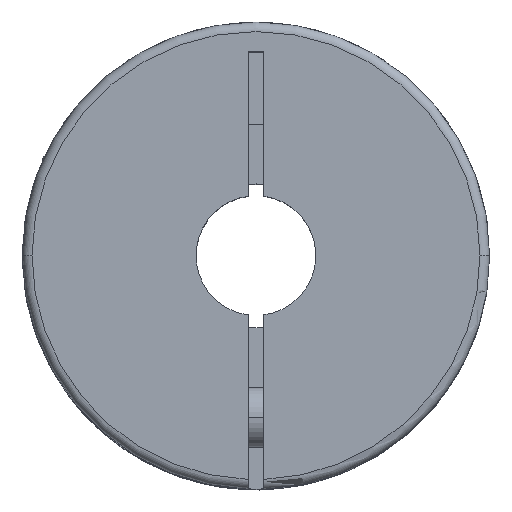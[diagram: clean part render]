
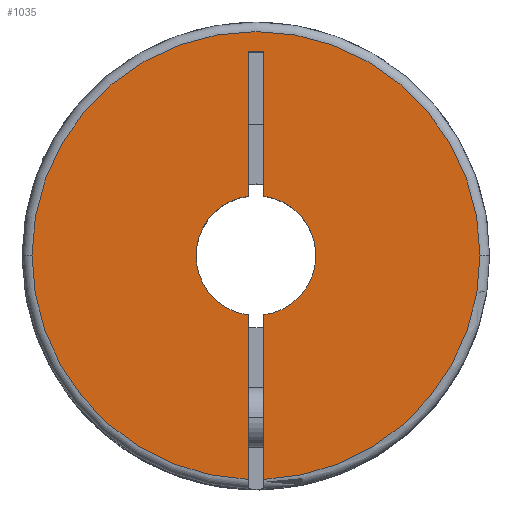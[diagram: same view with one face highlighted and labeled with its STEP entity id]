
A CAD part, top view. The second image highlights one B-rep face of the part: STEP entity #1035.
In plain terms, the highlighted planar face has unit normal (0, 0, 1).
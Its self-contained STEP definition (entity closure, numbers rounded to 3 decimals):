
#53 = EDGE_CURVE ( 'NONE', #679, #376, #620, .T. ) ;
#92 = EDGE_CURVE ( 'NONE', #2643, #1890, #2331, .T. ) ;
#124 = DIRECTION ( 'NONE',  ( -1., 0., 0. ) ) ;
#140 = CARTESIAN_POINT ( 'NONE',  ( -0.65, -4.958, 0. ) ) ;
#150 = EDGE_CURVE ( 'NONE', #2269, #1852, #410, .T. ) ;
#173 = VECTOR ( 'NONE', #2608, 1000. ) ;
#195 = CARTESIAN_POINT ( 'NONE',  ( -0.65, 17., 0. ) ) ;
#287 = DIRECTION ( 'NONE',  ( -1., 0., 0. ) ) ;
#376 = VERTEX_POINT ( 'NONE', #568 ) ;
#388 = CARTESIAN_POINT ( 'NONE',  ( 0.65, -19.5, 0. ) ) ;
#410 = LINE ( 'NONE', #388, #2762 ) ;
#568 = CARTESIAN_POINT ( 'NONE',  ( 0.65, -4.958, 0. ) ) ;
#620 = LINE ( 'NONE', #973, #632 ) ;
#632 = VECTOR ( 'NONE', #2782, 1000. ) ;
#658 = DIRECTION ( 'NONE',  ( 0., 0., -1. ) ) ;
#679 = VERTEX_POINT ( 'NONE', #4151 ) ;
#827 = VERTEX_POINT ( 'NONE', #140 ) ;
#833 = CARTESIAN_POINT ( 'NONE',  ( 0., 0., 0. ) ) ;
#894 = CARTESIAN_POINT ( 'NONE',  ( 0., 0., 0. ) ) ;
#948 = ORIENTED_EDGE ( 'NONE', *, *, #4215, .T. ) ;
#973 = CARTESIAN_POINT ( 'NONE',  ( 0.65, -19.5, 0. ) ) ;
#1029 = FACE_OUTER_BOUND ( 'NONE', #2459, .T. ) ;
#1035 = ADVANCED_FACE ( 'NONE', ( #1029 ), #3838, .F. ) ;
#1067 = CARTESIAN_POINT ( 'NONE',  ( -0.65, 17., 0. ) ) ;
#1108 = CARTESIAN_POINT ( 'NONE',  ( 0., 0., 0. ) ) ;
#1155 = EDGE_CURVE ( 'NONE', #2112, #2463, #2478, .T. ) ;
#1351 = AXIS2_PLACEMENT_3D ( 'NONE', #2512, #4270, #4202 ) ;
#1400 = DIRECTION ( 'NONE',  ( 0., -1., 0. ) ) ;
#1430 = DIRECTION ( 'NONE',  ( 0., 1., 0. ) ) ;
#1609 = DIRECTION ( 'NONE',  ( 0., -1., 0. ) ) ;
#1774 = AXIS2_PLACEMENT_3D ( 'NONE', #894, #2625, #124 ) ;
#1790 = ORIENTED_EDGE ( 'NONE', *, *, #150, .F. ) ;
#1811 = CIRCLE ( 'NONE', #4443, 18.7 ) ;
#1836 = ORIENTED_EDGE ( 'NONE', *, *, #2474, .F. ) ;
#1852 = VERTEX_POINT ( 'NONE', #2652 ) ;
#1890 = VERTEX_POINT ( 'NONE', #3276 ) ;
#1896 = ORIENTED_EDGE ( 'NONE', *, *, #4332, .F. ) ;
#2023 = CARTESIAN_POINT ( 'NONE',  ( -18.7, 0., 0. ) ) ;
#2027 = CARTESIAN_POINT ( 'NONE',  ( 0., 0., 0. ) ) ;
#2029 = VERTEX_POINT ( 'NONE', #1067 ) ;
#2058 = ORIENTED_EDGE ( 'NONE', *, *, #92, .F. ) ;
#2062 = EDGE_CURVE ( 'NONE', #2269, #376, #3535, .T. ) ;
#2112 = VERTEX_POINT ( 'NONE', #3206 ) ;
#2175 = DIRECTION ( 'NONE',  ( 0., 0., -1. ) ) ;
#2183 = DIRECTION ( 'NONE',  ( -1., 0., 0. ) ) ;
#2269 = VERTEX_POINT ( 'NONE', #3245 ) ;
#2331 = CIRCLE ( 'NONE', #3490, 18.7 ) ;
#2347 = DIRECTION ( 'NONE',  ( 0., 0., -1. ) ) ;
#2358 = DIRECTION ( 'NONE',  ( 0., 0., -1. ) ) ;
#2377 = ORIENTED_EDGE ( 'NONE', *, *, #2957, .F. ) ;
#2389 = ORIENTED_EDGE ( 'NONE', *, *, #4257, .F. ) ;
#2459 = EDGE_LOOP ( 'NONE', ( #1896, #2389, #948, #3846, #3363, #2377, #1790, #4052, #3201, #1836, #2058 ) ) ;
#2463 = VERTEX_POINT ( 'NONE', #3172 ) ;
#2474 = EDGE_CURVE ( 'NONE', #1890, #679, #1811, .T. ) ;
#2478 = CIRCLE ( 'NONE', #3625, 5. ) ;
#2512 = CARTESIAN_POINT ( 'NONE',  ( 0., 0., 0. ) ) ;
#2514 = LINE ( 'NONE', #2538, #3696 ) ;
#2538 = CARTESIAN_POINT ( 'NONE',  ( 0.65, 17., 0. ) ) ;
#2608 = DIRECTION ( 'NONE',  ( 0., -1., 0. ) ) ;
#2625 = DIRECTION ( 'NONE',  ( 0., 0., -1. ) ) ;
#2640 = EDGE_CURVE ( 'NONE', #2029, #2463, #2703, .T. ) ;
#2643 = VERTEX_POINT ( 'NONE', #2023 ) ;
#2652 = CARTESIAN_POINT ( 'NONE',  ( 0.65, 17., 0. ) ) ;
#2703 = LINE ( 'NONE', #3042, #173 ) ;
#2757 = DIRECTION ( 'NONE',  ( -1., 0., 0. ) ) ;
#2762 = VECTOR ( 'NONE', #1430, 1000. ) ;
#2774 = CARTESIAN_POINT ( 'NONE',  ( 0., 0., 0. ) ) ;
#2782 = DIRECTION ( 'NONE',  ( 0., 1., 0. ) ) ;
#2849 = DIRECTION ( 'NONE',  ( -1., 0., 0. ) ) ;
#2928 = CIRCLE ( 'NONE', #3647, 18.7 ) ;
#2957 = EDGE_CURVE ( 'NONE', #1852, #2029, #2514, .T. ) ;
#3042 = CARTESIAN_POINT ( 'NONE',  ( -0.65, 17., 0. ) ) ;
#3130 = VERTEX_POINT ( 'NONE', #3530 ) ;
#3172 = CARTESIAN_POINT ( 'NONE',  ( -0.65, 4.958, 0. ) ) ;
#3201 = ORIENTED_EDGE ( 'NONE', *, *, #53, .F. ) ;
#3206 = CARTESIAN_POINT ( 'NONE',  ( -5., 0., 0. ) ) ;
#3245 = CARTESIAN_POINT ( 'NONE',  ( 0.65, 4.958, 0. ) ) ;
#3276 = CARTESIAN_POINT ( 'NONE',  ( 18.7, 0., 0. ) ) ;
#3363 = ORIENTED_EDGE ( 'NONE', *, *, #2640, .F. ) ;
#3438 = DIRECTION ( 'NONE',  ( 0., 0., -1. ) ) ;
#3490 = AXIS2_PLACEMENT_3D ( 'NONE', #1108, #2175, #2849 ) ;
#3530 = CARTESIAN_POINT ( 'NONE',  ( -0.65, -18.689, 0. ) ) ;
#3535 = CIRCLE ( 'NONE', #1351, 5. ) ;
#3625 = AXIS2_PLACEMENT_3D ( 'NONE', #833, #2347, #4360 ) ;
#3647 = AXIS2_PLACEMENT_3D ( 'NONE', #4128, #2358, #2757 ) ;
#3696 = VECTOR ( 'NONE', #2183, 1000. ) ;
#3838 = PLANE ( 'NONE',  #4239 ) ;
#3846 = ORIENTED_EDGE ( 'NONE', *, *, #1155, .T. ) ;
#3946 = VECTOR ( 'NONE', #1609, 1000. ) ;
#3959 = LINE ( 'NONE', #195, #3946 ) ;
#4052 = ORIENTED_EDGE ( 'NONE', *, *, #2062, .T. ) ;
#4128 = CARTESIAN_POINT ( 'NONE',  ( 0., 0., 0. ) ) ;
#4151 = CARTESIAN_POINT ( 'NONE',  ( 0.65, -18.689, 0. ) ) ;
#4202 = DIRECTION ( 'NONE',  ( -1., 0., 0. ) ) ;
#4215 = EDGE_CURVE ( 'NONE', #827, #2112, #4476, .T. ) ;
#4239 = AXIS2_PLACEMENT_3D ( 'NONE', #2027, #658, #1400 ) ;
#4257 = EDGE_CURVE ( 'NONE', #827, #3130, #3959, .T. ) ;
#4270 = DIRECTION ( 'NONE',  ( 0., 0., -1. ) ) ;
#4332 = EDGE_CURVE ( 'NONE', #3130, #2643, #2928, .T. ) ;
#4360 = DIRECTION ( 'NONE',  ( -1., 0., 0. ) ) ;
#4443 = AXIS2_PLACEMENT_3D ( 'NONE', #2774, #3438, #287 ) ;
#4476 = CIRCLE ( 'NONE', #1774, 5. ) ;
